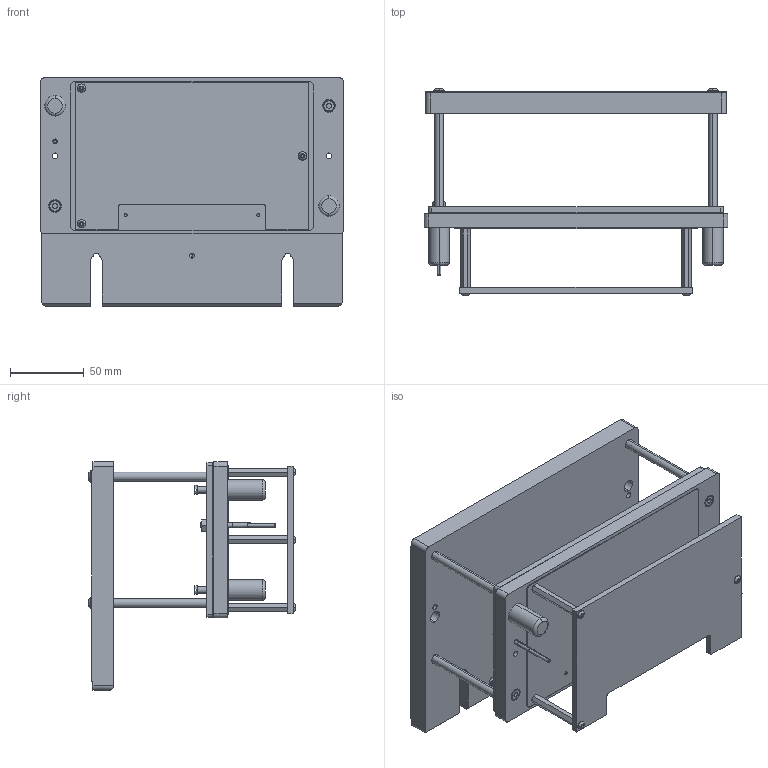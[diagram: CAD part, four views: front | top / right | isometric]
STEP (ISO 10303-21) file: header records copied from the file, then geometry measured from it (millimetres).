
FILE_DESCRIPTION (( 'STEP AP214' ), '1' );
FILE_NAME ('41220-KIT~0.STEP', '2019-09-19T08:32:58', ( '' ), ( '' ), 'SwSTEP 2.0', 'SolidWorks 2018', '' );
FILE_SCHEMA (( 'AUTOMOTIVE_DESIGN' ));
Length unit declared in the file: millimetre
Products named in the file (24): DIN7991~n_M03,0x016 VA; ISO7380~n_M03,0x010; ISO7380~n_M04,0x020; 3917~3_M 3 A; 35419~0; 40895~0_kontaktiert<S>; 41220-KIT~0; SKB-II~-s-k-i-i_M3,0x40 St; 53731~0; GKS-114-0015~-g-k-s_Hub = 08,0 <S>; 1583~0_Hub 14,5mm <Standard>; 2196~6; 2229~6; 28944~2_S; KS-113-Master~-k-s_KS-113 23; 30807~6; 41455~0_S; 41369~1_S; 40995~5_kontaktiert hub7mm<S>; Gewindebuchse~n_M04-09,5 offen; 28377~12; DIN7991~n_M04,0x012; 41899~3_flexiebel <S>; 39347~10_S
Assembly tree (38 placements, depth 4):
  41220-KIT~0
    40895~0_kontaktiert<S>
      39347~10_S
      41455~0_S  x4
        41369~1_S
        ISO7380~n_M04,0x020
    40995~5_kontaktiert hub7mm<S>
      28377~12
      30807~6
      28944~2_S
      SKB-II~-s-k-i-i_M3,0x40 St  x3
      1583~0_Hub 14,5mm <Standard>  x2
      2229~6  x2
      2196~6  x2
      35419~0  x2
      Gewindebuchse~n_M04-09,5 offen  x2
      41899~3_flexiebel <S>
        KS-113-Master~-k-s_KS-113 23
        GKS-114-0015~-g-k-s_Hub = 08,0 <S>
        53731~0
        3917~3_M 3 A
      ISO7380~n_M03,0x010  x3
      DIN7991~n_M03,0x016 VA  x3
      DIN7991~n_M04,0x012  x2
Bounding box: 206 x 140.85 x 155 mm (x, y, z)
Volume: 832270.2 mm3; surface area: 225125.7 mm2
Topology: 39 solids, 39 shells, 1211 faces, 2887 edges, 1841 vertices
Faces by surface type: cylinder 500, plane 493, cone 164, torus 46, bspline 4, sphere 4
Entity records: 23462 total; most frequent: CARTESIAN_POINT 5197, DIRECTION 3822, ORIENTED_EDGE 3288, EDGE_CURVE 1644, AXIS2_PLACEMENT_3D 1483, VERTEX_POINT 1068, LINE 856, VECTOR 856
